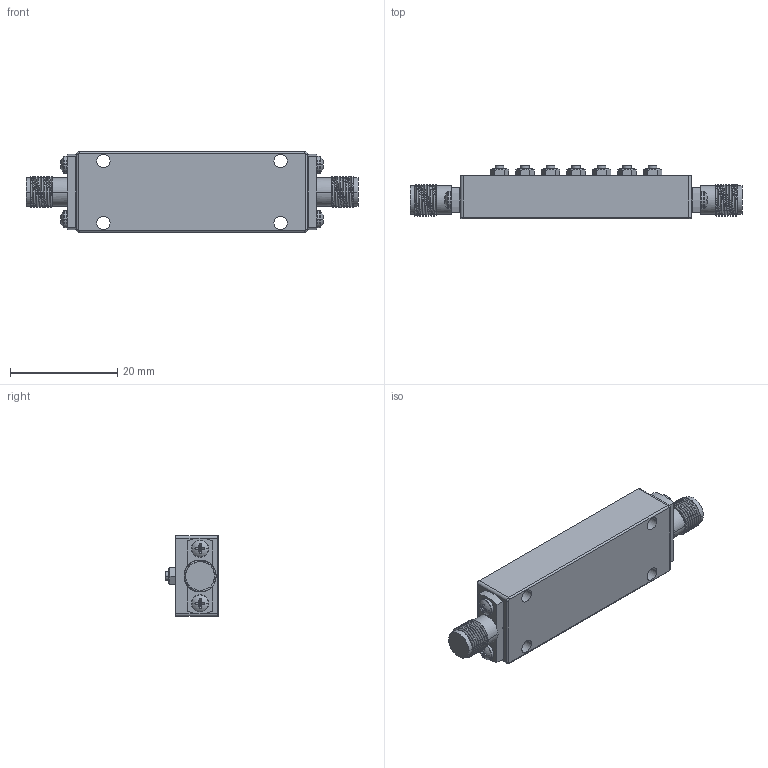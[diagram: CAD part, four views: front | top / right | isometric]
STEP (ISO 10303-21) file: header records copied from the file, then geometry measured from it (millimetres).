
FILE_DESCRIPTION (( 'STEP AP214' ), '1' );
FILE_NAME ('CF-B6-X3.STEP', '2025-10-07T19:22:35', ( '' ), ( '' ), 'SwSTEP 2.0', 'SolidWorks 2021', '' );
FILE_SCHEMA (( 'AUTOMOTIVE_DESIGN' ));
Length unit declared in the file: inch
Products named in the file (1): CF-B6-X3
Bounding box: 61.8 x 10 x 15 mm (x, y, z)
Volume: 5703.8 mm3; surface area: 3195.2 mm2
Topology: 1 solids, 8 shells, 333 faces, 838 edges, 534 vertices
Faces by surface type: plane 143, cylinder 106, bspline 32, cone 28, torus 16, sphere 8
Entity records: 18116 total; most frequent: CARTESIAN_POINT 6108, ORIENTED_EDGE 1676, DIRECTION 1556, EDGE_CURVE 838, AXIS2_PLACEMENT_3D 596, VERTEX_POINT 534, EDGE_LOOP 376, VECTOR 364
